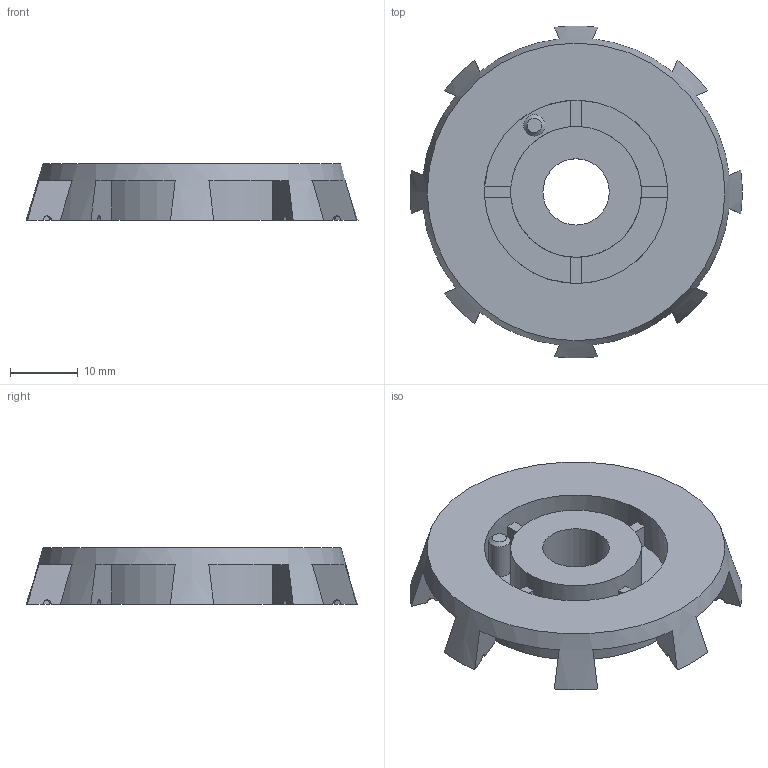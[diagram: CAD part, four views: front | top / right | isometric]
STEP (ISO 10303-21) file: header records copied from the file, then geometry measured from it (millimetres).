
FILE_DESCRIPTION(/* description */ (''),/* implementation_level */ '2;1');
FILE_NAME(/* name */ 'Kornylak- Half Wheel.ipt.stp',/* time_stamp */ '2014-02-21T19:21:20-05:00',/* author */ ('Spooner'),/* organization */ (''),/* preprocessor_version */ 'ST-DEVELOPER v15.2',/* originating_system */ 'Autodesk Inventor 2014',/* authorisation */ '');
FILE_SCHEMA (('AUTOMOTIVE_DESIGN { 1 0 10303 214 3 1 1 }'));
Length unit declared in the file: inch
Products named in the file (1): Kornylak- Half Wheel
Bounding box: 49 x 48.98 x 8.32 mm (x, y, z)
Volume: 7882.4 mm3; surface area: 6235.9 mm2
Topology: 1 solids, 1 shells, 90 faces, 257 edges, 171 vertices
Faces by surface type: plane 60, cylinder 28, cone 2
Full cylindrical faces by diameter (mm): 3.15 x1, 9.779 x1, 19.304 x1, 27.051 x1
Entity records: 2915 total; most frequent: CARTESIAN_POINT 539, DIRECTION 502, ORIENTED_EDGE 496, EDGE_CURVE 248, AXIS2_PLACEMENT_3D 179, VERTEX_POINT 168, LINE 144, VECTOR 144
